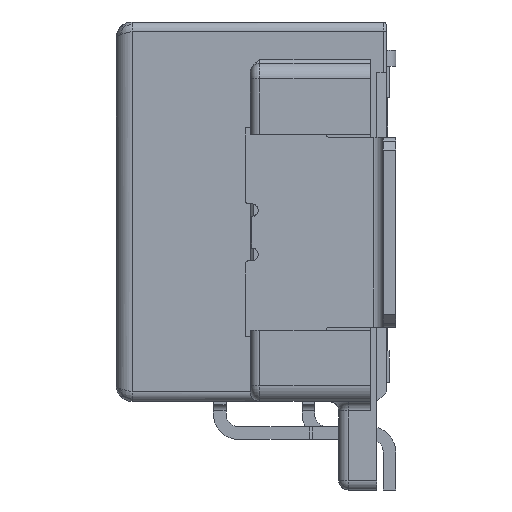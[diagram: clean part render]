
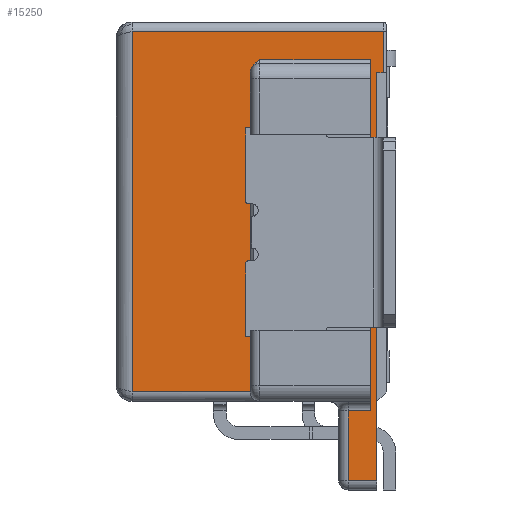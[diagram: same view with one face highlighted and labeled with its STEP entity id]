
A CAD part, left-side view. The second image highlights one B-rep face of the part: STEP entity #15250.
In plain terms, the highlighted planar face has unit normal (-1, 0, 0).
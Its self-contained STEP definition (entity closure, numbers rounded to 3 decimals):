
#2830=CARTESIAN_POINT('',(5.7,4.26,-1.5));
#2840=DIRECTION('',(0.,1.,0.));
#2850=DIRECTION('',(1.,0.,0.));
#2860=AXIS2_PLACEMENT_3D('',#2830,#2840,#2850);
#2870=TOROIDAL_SURFACE('',#2860,0.4,0.3);
#3040=CARTESIAN_POINT('',(5.8,4.56,-1.887));
#3050=VERTEX_POINT('',#3040);
#3080=CARTESIAN_POINT('',(5.8,9.8,-13.745));
#3090=DIRECTION('',(1.,0.,0.));
#3100=DIRECTION('',(0.,-1.,0.));
#3110=AXIS2_PLACEMENT_3D('',#3080,#3090,#3100);
#3120=PLANE('',#3110);
#3130=CARTESIAN_POINT('',(5.8,4.26,-1.5));
#3140=CARTESIAN_POINT('',(5.8,4.279,
-1.511));
#3150=CARTESIAN_POINT('',(5.8,4.297,
-1.521));
#3160=CARTESIAN_POINT('',(5.8,4.315,
-1.533));
#3170=CARTESIAN_POINT('',(5.8,4.325,
-1.538));
#3180=CARTESIAN_POINT('',(5.8,4.334,
-1.544));
#3190=CARTESIAN_POINT('',(5.8,4.343,
-1.55));
#3200=CARTESIAN_POINT('',(5.8,4.352,
-1.555));
#3210=CARTESIAN_POINT('',(5.8,4.361,
-1.561));
#3220=CARTESIAN_POINT('',(5.8,4.369,
-1.568));
#3230=CARTESIAN_POINT('',(5.8,4.387,
-1.58));
#3240=CARTESIAN_POINT('',(5.8,4.404,
-1.593));
#3250=CARTESIAN_POINT('',(5.8,4.42,
-1.607));
#3260=CARTESIAN_POINT('',(5.8,4.437,
-1.621));
#3270=CARTESIAN_POINT('',(5.8,4.452,
-1.636));
#3280=CARTESIAN_POINT('',(5.8,4.466,
-1.652));
#3290=CARTESIAN_POINT('',(5.8,4.473,
-1.66));
#3300=CARTESIAN_POINT('',(5.8,4.48,
-1.669));
#3310=CARTESIAN_POINT('',(5.8,4.487,
-1.677));
#3320=CARTESIAN_POINT('',(5.8,4.493,
-1.686));
#3330=CARTESIAN_POINT('',(5.8,4.499,
-1.695));
#3340=CARTESIAN_POINT('',(5.8,4.505,
-1.704));
#3350=CARTESIAN_POINT('',(5.8,4.511,
-1.713));
#3360=CARTESIAN_POINT('',(5.8,4.516,
-1.722));
#3370=CARTESIAN_POINT('',(5.8,4.521,
-1.732));
#3380=CARTESIAN_POINT('',(5.8,4.526,
-1.741));
#3390=CARTESIAN_POINT('',(5.8,4.531,
-1.751));
#3400=CARTESIAN_POINT('',(5.8,4.535,
-1.761));
#3410=CARTESIAN_POINT('',(5.8,4.539,
-1.771));
#3420=CARTESIAN_POINT('',(5.8,4.542,
-1.781));
#3430=CARTESIAN_POINT('',(5.8,4.546,
-1.792));
#3440=CARTESIAN_POINT('',(5.8,4.549,
-1.802));
#3450=CARTESIAN_POINT('',(5.8,4.551,
-1.812));
#3460=CARTESIAN_POINT('',(5.8,4.554,
-1.823));
#3470=CARTESIAN_POINT('',(5.8,4.556,
-1.834));
#3480=CARTESIAN_POINT('',(5.8,4.557,
-1.844));
#3490=CARTESIAN_POINT('',(5.8,4.558,
-1.855));
#3500=CARTESIAN_POINT('',(5.8,4.559,
-1.866));
#3510=CARTESIAN_POINT('',(5.8,4.56,-1.877));
#3520=CARTESIAN_POINT('',(5.8,4.56,-1.887));
#3530=B_SPLINE_CURVE_WITH_KNOTS('',3,(#3130,#3140,#3150,#3160,#3170,
#3180,#3190,#3200,#3210,#3220,#3230,#3240,#3250,#3260,#3270,#3280,#3290,
#3300,#3310,#3320,#3330,#3340,#3350,#3360,#3370,#3380,#3390,#3400,#3410,
#3420,#3430,#3440,#3450,#3460,#3470,#3480,#3490,#3500,#3510,#3520),
.UNSPECIFIED.,.F.,.F.,(4,3,3,3,3,3,3,3,3,3,3,3,3,4),(0.,
0.064,0.097,0.129,0.193
,0.257,0.29,0.322,0.355
,0.387,0.419,0.452,0.484,
0.516),.UNSPECIFIED.);
#3540=SURFACE_CURVE('',#3530,(#2870,#3120),.CURVE_3D.);
#3550=CARTESIAN_POINT('',(5.8,4.26,-1.5));
#3560=VERTEX_POINT('',#3550);
#3570=EDGE_CURVE('',#3560,#3050,#3540,.T.);
#14160=CARTESIAN_POINT('',(5.8,0.,-0.6));
#14170=DIRECTION('',(0.,1.,0.));
#14180=VECTOR('',#14170,1.);
#14190=LINE('',#14160,#14180);
#14200=CARTESIAN_POINT('',(5.8,0.36,
-0.6));
#14210=VERTEX_POINT('',#14200);
#14220=CARTESIAN_POINT('',(5.8,8.3,-0.6));
#14230=VERTEX_POINT('',#14220);
#14240=EDGE_CURVE('',#14210,#14230,#14190,.T.);
#14250=ORIENTED_EDGE('',*,*,#14240,.T.);
#14260=CARTESIAN_POINT('',(5.8,0.36,
-0.6));
#14270=DIRECTION('',(0.,0.,-1.));
#14280=VECTOR('',#14270,1.);
#14290=LINE('',#14260,#14280);
#14300=CARTESIAN_POINT('',(5.8,0.36,-1.9));
#14310=VERTEX_POINT('',#14300);
#14320=EDGE_CURVE('',#14210,#14310,#14290,.T.);
#14330=ORIENTED_EDGE('',*,*,#14320,.F.);
#14340=CARTESIAN_POINT('',(5.8,0.,-1.9));
#14350=DIRECTION('',(0.,-1.,0.));
#14360=VECTOR('',#14350,1.);
#14370=LINE('',#14340,#14360);
#14380=CARTESIAN_POINT('',(5.8,0.56,-1.9));
#14390=VERTEX_POINT('',#14380);
#14400=EDGE_CURVE('',#14390,#14310,#14370,.T.);
#14410=ORIENTED_EDGE('',*,*,#14400,.T.);
#14420=CARTESIAN_POINT('',(5.8,0.56,0.));
#14430=DIRECTION('',(0.,0.,-1.));
#14440=VECTOR('',#14430,1.);
#14450=LINE('',#14420,#14440);
#14460=CARTESIAN_POINT('',(5.8,0.56,
-14.8));
#14470=VERTEX_POINT('',#14460);
#14480=EDGE_CURVE('',#14390,#14470,#14450,.T.);
#14490=ORIENTED_EDGE('',*,*,#14480,.F.);
#14500=CARTESIAN_POINT('',(5.8,0.,-14.8));
#14510=DIRECTION('',(0.,1.,0.));
#14520=VECTOR('',#14510,1.);
#14530=LINE('',#14500,#14520);
#14540=CARTESIAN_POINT('',(5.8,1.46,-14.8));
#14550=VERTEX_POINT('',#14540);
#14560=EDGE_CURVE('',#14470,#14550,#14530,.T.);
#14570=ORIENTED_EDGE('',*,*,#14560,.F.);
#14580=CARTESIAN_POINT('',(5.8,1.46,0.));
#14590=DIRECTION('',(0.,0.,-1.));
#14600=VECTOR('',#14590,1.);
#14610=LINE('',#14580,#14600);
#14620=CARTESIAN_POINT('',(5.8,1.46,-12.6));
#14630=VERTEX_POINT('',#14620);
#14640=EDGE_CURVE('',#14630,#14550,#14610,.T.);
#14650=ORIENTED_EDGE('',*,*,#14640,.T.);
#14660=CARTESIAN_POINT('',(5.8,0.,-12.6));
#14670=DIRECTION('',(0.,-1.,0.));
#14680=VECTOR('',#14670,1.);
#14690=LINE('',#14660,#14680);
#14700=CARTESIAN_POINT('',(5.8,0.76,-12.6));
#14710=VERTEX_POINT('',#14700);
#14720=EDGE_CURVE('',#14630,#14710,#14690,.T.);
#14730=ORIENTED_EDGE('',*,*,#14720,.F.);
#14740=CARTESIAN_POINT('',(5.8,0.76,-1.7));
#14750=DIRECTION('',(0.,0.,-1.));
#14760=VECTOR('',#14750,1.);
#14770=LINE('',#14740,#14760);
#14780=CARTESIAN_POINT('',(5.8,0.76,-1.5));
#14790=VERTEX_POINT('',#14780);
#14800=EDGE_CURVE('',#14790,#14710,#14770,.T.);
#14810=ORIENTED_EDGE('',*,*,#14800,.T.);
#14820=CARTESIAN_POINT('',(5.8,0.,-1.5));
#14830=DIRECTION('',(0.,1.,0.));
#14840=VECTOR('',#14830,1.);
#14850=LINE('',#14820,#14840);
#14860=EDGE_CURVE('',#14790,#3560,#14850,.T.);
#14870=ORIENTED_EDGE('',*,*,#14860,.F.);
#14880=ORIENTED_EDGE('',*,*,#3570,.F.);
#14890=CARTESIAN_POINT('',(5.8,4.56,0.));
#14900=DIRECTION('',(0.,0.,1.));
#14910=VECTOR('',#14900,1.);
#14920=LINE('',#14890,#14910);
#14930=CARTESIAN_POINT('',(5.8,4.56,-3.285));
#14940=VERTEX_POINT('',#14930);
#14950=EDGE_CURVE('',#14940,#3050,#14920,.T.);
#14960=ORIENTED_EDGE('',*,*,#14950,.T.);
#14970=CARTESIAN_POINT('',(5.8,4.56,-6.95));
#14980=DIRECTION('',(0.,0.,-1.));
#14990=VECTOR('',#14980,1.);
#15000=LINE('',#14970,#14990);
#15010=CARTESIAN_POINT('',(5.8,4.56,-10.615));
#15020=VERTEX_POINT('',#15010);
#15030=EDGE_CURVE('',#14940,#15020,#15000,.T.);
#15040=ORIENTED_EDGE('',*,*,#15030,.F.);
#15050=CARTESIAN_POINT('',(5.8,4.56,-12.));
#15060=VERTEX_POINT('',#15050);
#15070=EDGE_CURVE('',#15060,#15020,#14920,.T.);
#15080=ORIENTED_EDGE('',*,*,#15070,.T.);
#15090=CARTESIAN_POINT('',(5.8,8.3,-12.));
#15100=DIRECTION('',(0.,-1.,0.));
#15110=VECTOR('',#15100,1.);
#15120=LINE('',#15090,#15110);
#15130=CARTESIAN_POINT('',(5.8,8.3,-12.));
#15140=VERTEX_POINT('',#15130);
#15150=EDGE_CURVE('',#15140,#15060,#15120,.T.);
#15160=ORIENTED_EDGE('',*,*,#15150,.T.);
#15170=CARTESIAN_POINT('',(5.8,8.3,0.));
#15180=DIRECTION('',(0.,0.,1.));
#15190=VECTOR('',#15180,1.);
#15200=LINE('',#15170,#15190);
#15210=EDGE_CURVE('',#15140,#14230,#15200,.T.);
#15220=ORIENTED_EDGE('',*,*,#15210,.F.);
#15230=EDGE_LOOP('',(#15220,#15160,#15080,#15040,#14960,#14880,#14870,
#14810,#14730,#14650,#14570,#14490,#14410,#14330,#14250));
#15240=FACE_OUTER_BOUND('',#15230,.T.);
#15250=ADVANCED_FACE('',(#15240),#3120,.F.);
